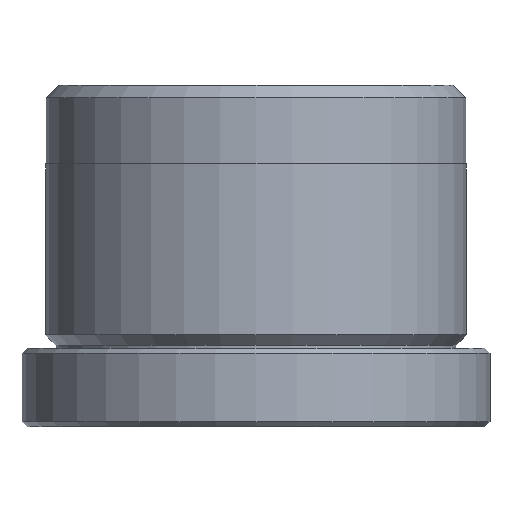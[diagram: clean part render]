
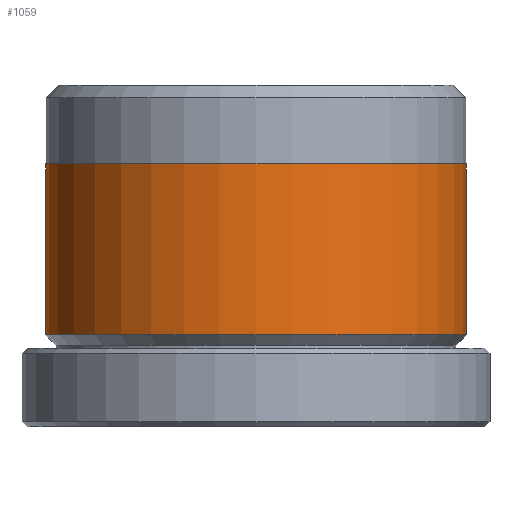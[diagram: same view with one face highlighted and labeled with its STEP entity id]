
A CAD part, front view. The second image highlights one B-rep face of the part: STEP entity #1059.
In plain terms, the highlighted cylindrical face has radius 8 mm (diameter 16 mm), a partial arc.
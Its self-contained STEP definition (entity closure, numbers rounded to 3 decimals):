
#29 = EDGE_CURVE ( 'NONE', #142, #1571, #519, .T. ) ;
#119 = ORIENTED_EDGE ( 'NONE', *, *, #533, .T. ) ;
#142 = VERTEX_POINT ( 'NONE', #415 ) ;
#145 = AXIS2_PLACEMENT_3D ( 'NONE', #802, #797, #791 ) ;
#171 = ORIENTED_EDGE ( 'NONE', *, *, #1266, .F. ) ;
#175 = VECTOR ( 'NONE', #1522, 1000. ) ;
#186 = AXIS2_PLACEMENT_3D ( 'NONE', #1364, #422, #256 ) ;
#256 = DIRECTION ( 'NONE',  ( -1., 0., 0. ) ) ;
#267 = AXIS2_PLACEMENT_3D ( 'NONE', #476, #1561, #657 ) ;
#415 = CARTESIAN_POINT ( 'NONE',  ( 8., 0., 3.5 ) ) ;
#422 = DIRECTION ( 'NONE',  ( 0., 0., -1. ) ) ;
#476 = CARTESIAN_POINT ( 'NONE',  ( 0., 0., 10. ) ) ;
#501 = VERTEX_POINT ( 'NONE', #2014 ) ;
#519 = CIRCLE ( 'NONE', #145, 8. ) ;
#526 = VERTEX_POINT ( 'NONE', #536 ) ;
#533 = EDGE_CURVE ( 'NONE', #526, #1571, #630, .T. ) ;
#536 = CARTESIAN_POINT ( 'NONE',  ( -8., 0., 10. ) ) ;
#630 = LINE ( 'NONE', #1547, #175 ) ;
#650 = ORIENTED_EDGE ( 'NONE', *, *, #1868, .F. ) ;
#657 = DIRECTION ( 'NONE',  ( 1., 0., 0. ) ) ;
#791 = DIRECTION ( 'NONE',  ( -1., 0., 0. ) ) ;
#797 = DIRECTION ( 'NONE',  ( 0., 0., -1. ) ) ;
#802 = CARTESIAN_POINT ( 'NONE',  ( 0., 0., 3.5 ) ) ;
#1012 = LINE ( 'NONE', #1144, #1814 ) ;
#1022 = FACE_OUTER_BOUND ( 'NONE', #1065, .T. ) ;
#1059 = ADVANCED_FACE ( 'NONE', ( #1022 ), #1375, .T. ) ;
#1065 = EDGE_LOOP ( 'NONE', ( #650, #171, #119, #1859 ) ) ;
#1144 = CARTESIAN_POINT ( 'NONE',  ( 8., 0., 13. ) ) ;
#1266 = EDGE_CURVE ( 'NONE', #526, #501, #1891, .T. ) ;
#1342 = CARTESIAN_POINT ( 'NONE',  ( -8., 0., 3.5 ) ) ;
#1364 = CARTESIAN_POINT ( 'NONE',  ( 0., 0., 13. ) ) ;
#1375 = CYLINDRICAL_SURFACE ( 'NONE', #186, 8. ) ;
#1522 = DIRECTION ( 'NONE',  ( 0., 0., -1. ) ) ;
#1547 = CARTESIAN_POINT ( 'NONE',  ( -8., 0., 13. ) ) ;
#1561 = DIRECTION ( 'NONE',  ( 0., 0., 1. ) ) ;
#1571 = VERTEX_POINT ( 'NONE', #1342 ) ;
#1814 = VECTOR ( 'NONE', #1897, 1000. ) ;
#1859 = ORIENTED_EDGE ( 'NONE', *, *, #29, .F. ) ;
#1868 = EDGE_CURVE ( 'NONE', #501, #142, #1012, .T. ) ;
#1891 = CIRCLE ( 'NONE', #267, 8. ) ;
#1897 = DIRECTION ( 'NONE',  ( 0., 0., -1. ) ) ;
#2014 = CARTESIAN_POINT ( 'NONE',  ( 8., 0., 10. ) ) ;
